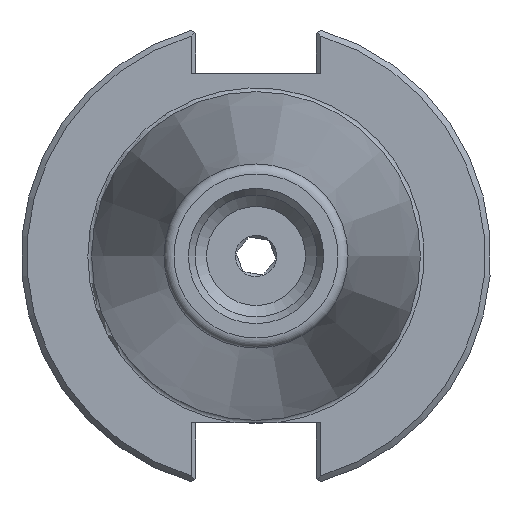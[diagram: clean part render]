
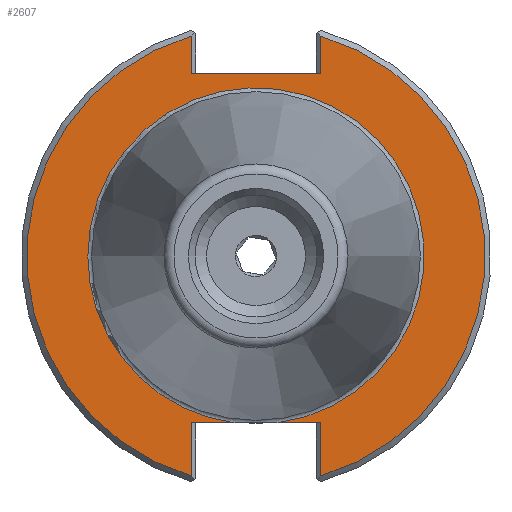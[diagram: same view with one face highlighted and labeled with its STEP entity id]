
A CAD part, left-side view. The second image highlights one B-rep face of the part: STEP entity #2607.
In plain terms, the highlighted planar face has unit normal (-1, 0, 0).
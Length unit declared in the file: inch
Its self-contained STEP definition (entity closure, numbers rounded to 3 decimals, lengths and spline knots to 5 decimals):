
#208=LINE('',#3830,#347);
#228=LINE('',#3929,#367);
#229=LINE('',#3931,#368);
#230=LINE('',#3934,#369);
#231=LINE('',#3936,#370);
#232=LINE('',#3940,#371);
#233=LINE('',#3941,#372);
#347=VECTOR('',#3124,0.69);
#367=VECTOR('',#3166,0.23328);
#368=VECTOR('',#3167,0.2822);
#369=VECTOR('',#3170,0.1982);
#370=VECTOR('',#3171,0.1982);
#371=VECTOR('',#3174,0.2822);
#372=VECTOR('',#3175,0.23328);
#485=PLANE('',#2803);
#666=FACE_OUTER_BOUND('',#854,.T.);
#854=EDGE_LOOP('',(#1876,#1877,#1878,#1879,#1880,#1881,#1882,#1883,#1884,
#1885));
#1058=CIRCLE('',#2801,0.895);
#1060=CIRCLE('',#2804,1.22);
#1061=CIRCLE('',#2805,1.22);
#1180=VERTEX_POINT('',#3827);
#1181=VERTEX_POINT('',#3829);
#1205=VERTEX_POINT('',#3911);
#1206=VERTEX_POINT('',#3912);
#1208=VERTEX_POINT('',#3928);
#1209=VERTEX_POINT('',#3930);
#1210=VERTEX_POINT('',#3932);
#1211=VERTEX_POINT('',#3935);
#1212=VERTEX_POINT('',#3937);
#1213=VERTEX_POINT('',#3939);
#1441=EDGE_CURVE('',#1180,#1181,#208,.T.);
#1473=EDGE_CURVE('',#1205,#1206,#1058,.T.);
#1475=EDGE_CURVE('',#1208,#1205,#228,.T.);
#1476=EDGE_CURVE('',#1209,#1208,#229,.T.);
#1477=EDGE_CURVE('',#1210,#1209,#1060,.T.);
#1478=EDGE_CURVE('',#1181,#1210,#230,.T.);
#1479=EDGE_CURVE('',#1211,#1180,#231,.T.);
#1480=EDGE_CURVE('',#1212,#1211,#1061,.T.);
#1481=EDGE_CURVE('',#1213,#1212,#232,.T.);
#1482=EDGE_CURVE('',#1206,#1213,#233,.T.);
#1876=ORIENTED_EDGE('',*,*,#1473,.F.);
#1877=ORIENTED_EDGE('',*,*,#1475,.F.);
#1878=ORIENTED_EDGE('',*,*,#1476,.F.);
#1879=ORIENTED_EDGE('',*,*,#1477,.F.);
#1880=ORIENTED_EDGE('',*,*,#1478,.F.);
#1881=ORIENTED_EDGE('',*,*,#1441,.F.);
#1882=ORIENTED_EDGE('',*,*,#1479,.F.);
#1883=ORIENTED_EDGE('',*,*,#1480,.F.);
#1884=ORIENTED_EDGE('',*,*,#1481,.F.);
#1885=ORIENTED_EDGE('',*,*,#1482,.F.);
#2607=ADVANCED_FACE('',(#666),#485,.T.);
#2801=AXIS2_PLACEMENT_3D('',#3924,#3160,#3161);
#2803=AXIS2_PLACEMENT_3D('',#3927,#3164,#3165);
#2804=AXIS2_PLACEMENT_3D('',#3933,#3168,#3169);
#2805=AXIS2_PLACEMENT_3D('',#3938,#3172,#3173);
#3124=DIRECTION('',(0.,-1.,0.));
#3160=DIRECTION('center_axis',(-1.,0.,0.));
#3161=DIRECTION('ref_axis',(0.,-1.,0.));
#3164=DIRECTION('center_axis',(-1.,0.,0.));
#3165=DIRECTION('ref_axis',(0.,0.,1.));
#3166=DIRECTION('',(0.,1.,0.));
#3167=DIRECTION('',(0.,0.,1.));
#3168=DIRECTION('center_axis',(1.,0.,0.));
#3169=DIRECTION('ref_axis',(0.,-1.,0.));
#3170=DIRECTION('',(0.,0.,1.));
#3171=DIRECTION('',(0.,0.,-1.));
#3172=DIRECTION('center_axis',(1.,0.,0.));
#3173=DIRECTION('ref_axis',(0.,1.,0.));
#3174=DIRECTION('',(0.,0.,-1.));
#3175=DIRECTION('',(0.,1.,0.));
#3827=CARTESIAN_POINT('',(0.125,0.345,0.972));
#3829=CARTESIAN_POINT('',(0.125,-0.345,0.972));
#3830=CARTESIAN_POINT('',(0.125,0.53125,0.972));
#3911=CARTESIAN_POINT('',(0.125,-0.11172,-0.888));
#3912=CARTESIAN_POINT('',(0.125,0.11172,-0.888));
#3924=CARTESIAN_POINT('Origin',(0.125,0.,0.));
#3927=CARTESIAN_POINT('Origin',(0.125,1.0625,0.));
#3928=CARTESIAN_POINT('',(0.125,-0.345,-0.888));
#3929=CARTESIAN_POINT('',(0.125,0.53125,-0.888));
#3930=CARTESIAN_POINT('',(0.125,-0.345,-1.1702));
#3931=CARTESIAN_POINT('',(0.125,-0.345,-0.444));
#3932=CARTESIAN_POINT('',(0.125,-0.345,1.1702));
#3933=CARTESIAN_POINT('Origin',(0.125,0.,0.));
#3934=CARTESIAN_POINT('',(0.125,-0.345,0.486));
#3935=CARTESIAN_POINT('',(0.125,0.345,1.1702));
#3936=CARTESIAN_POINT('',(0.125,0.345,0.486));
#3937=CARTESIAN_POINT('',(0.125,0.345,-1.1702));
#3938=CARTESIAN_POINT('Origin',(0.125,0.,0.));
#3939=CARTESIAN_POINT('',(0.125,0.345,-0.888));
#3940=CARTESIAN_POINT('',(0.125,0.345,-0.444));
#3941=CARTESIAN_POINT('',(0.125,0.53125,-0.888));
